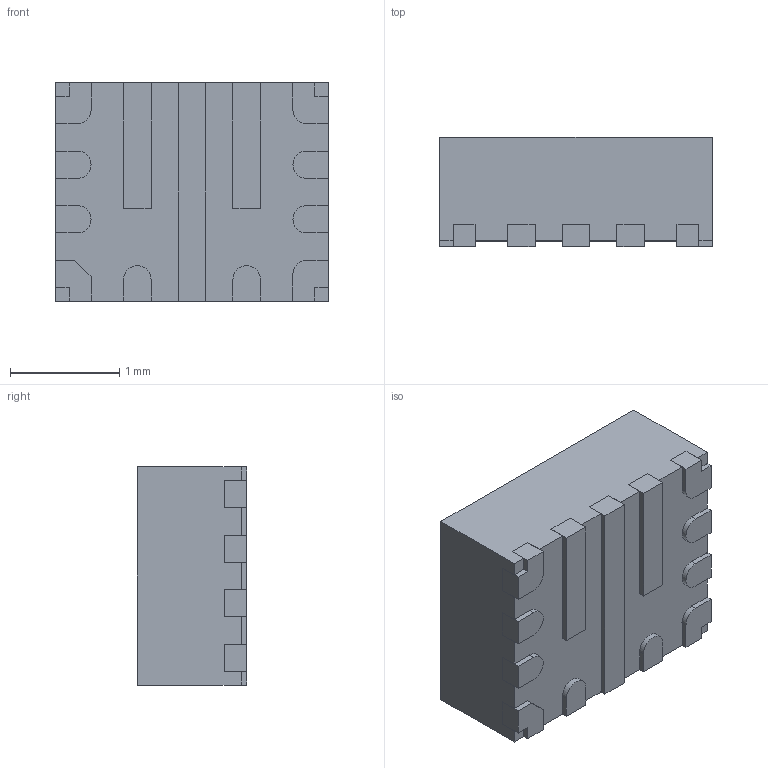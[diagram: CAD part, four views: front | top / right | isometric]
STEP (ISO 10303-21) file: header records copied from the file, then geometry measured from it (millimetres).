
FILE_DESCRIPTION (( 'STEP AP214' ), '1' );
FILE_NAME ('RYH13.STEP', '2024-01-16T10:45:24', ( '' ), ( '' ), 'SwSTEP 2.0', 'SolidWorks 2021', '' );
FILE_SCHEMA (( 'AUTOMOTIVE_DESIGN' ));
Length unit declared in the file: millimetre
Products named in the file (1): RYH13
Bounding box: 2.5 x 1 x 2 mm (x, y, z)
Volume: 4.8 mm3; surface area: 28.9 mm2
Topology: 15 solids, 15 shells, 167 faces, 408 edges, 272 vertices
Faces by surface type: plane 145, cylinder 22
Entity records: 5006 total; most frequent: CARTESIAN_POINT 848, ORIENTED_EDGE 816, DIRECTION 788, EDGE_CURVE 408, LINE 364, VECTOR 364, VERTEX_POINT 272, AXIS2_PLACEMENT_3D 212
